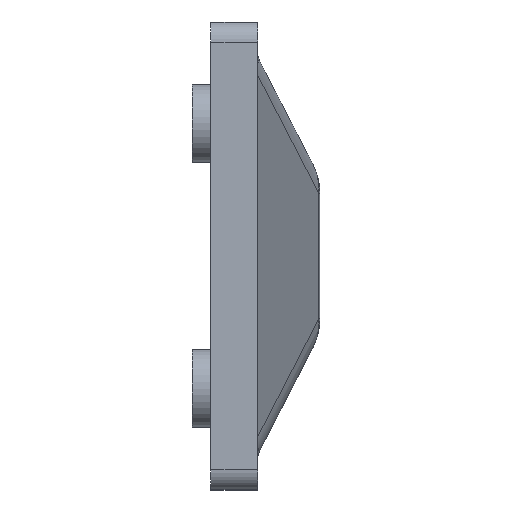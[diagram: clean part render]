
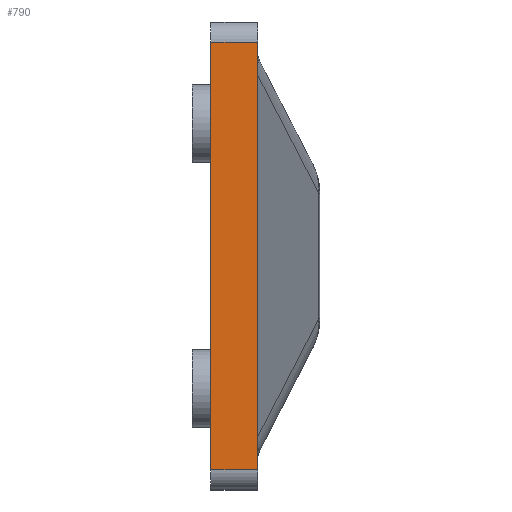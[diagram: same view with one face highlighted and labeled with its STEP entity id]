
A CAD part, left-side view. The second image highlights one B-rep face of the part: STEP entity #790.
In plain terms, the highlighted planar face has unit normal (-1, 0, 0).
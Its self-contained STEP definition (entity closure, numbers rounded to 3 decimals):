
#93 = CARTESIAN_POINT ( 'NONE',  ( -38.5, 0., 13.7 ) ) ;
#142 = VERTEX_POINT ( 'NONE', #1003 ) ;
#185 = ORIENTED_EDGE ( 'NONE', *, *, #2084, .F. ) ;
#217 = VECTOR ( 'NONE', #278, 1000. ) ;
#267 = AXIS2_PLACEMENT_3D ( 'NONE', #2402, #1767, #1992 ) ;
#278 = DIRECTION ( 'NONE',  ( 0., -1., 0. ) ) ;
#308 = VECTOR ( 'NONE', #658, 1000. ) ;
#539 = ORIENTED_EDGE ( 'NONE', *, *, #2540, .T. ) ;
#541 = CARTESIAN_POINT ( 'NONE',  ( -38.5, 0., 15. ) ) ;
#658 = DIRECTION ( 'NONE',  ( 0., 0., 1. ) ) ;
#790 = ADVANCED_FACE ( 'NONE', ( #1416 ), #1034, .T. ) ;
#977 = VECTOR ( 'NONE', #1664, 1000. ) ;
#1003 = CARTESIAN_POINT ( 'NONE',  ( -38.5, 0., -13.7 ) ) ;
#1034 = PLANE ( 'NONE',  #267 ) ;
#1140 = VERTEX_POINT ( 'NONE', #2010 ) ;
#1242 = VERTEX_POINT ( 'NONE', #2452 ) ;
#1259 = CARTESIAN_POINT ( 'NONE',  ( -38.5, 0., -13.7 ) ) ;
#1266 = EDGE_LOOP ( 'NONE', ( #185, #1789, #2487, #539 ) ) ;
#1326 = EDGE_CURVE ( 'NONE', #142, #1140, #1616, .T. ) ;
#1416 = FACE_OUTER_BOUND ( 'NONE', #1266, .T. ) ;
#1616 = LINE ( 'NONE', #1259, #217 ) ;
#1661 = VECTOR ( 'NONE', #1910, 1000. ) ;
#1664 = DIRECTION ( 'NONE',  ( 0., 1., 0. ) ) ;
#1767 = DIRECTION ( 'NONE',  ( -1., 0., 0. ) ) ;
#1789 = ORIENTED_EDGE ( 'NONE', *, *, #1326, .T. ) ;
#1898 = LINE ( 'NONE', #541, #1661 ) ;
#1910 = DIRECTION ( 'NONE',  ( 0., 0., 1. ) ) ;
#1964 = EDGE_CURVE ( 'NONE', #1140, #1242, #2426, .T. ) ;
#1992 = DIRECTION ( 'NONE',  ( 0., 0., 1. ) ) ;
#2010 = CARTESIAN_POINT ( 'NONE',  ( -38.5, -3., -13.7 ) ) ;
#2057 = VERTEX_POINT ( 'NONE', #2091 ) ;
#2084 = EDGE_CURVE ( 'NONE', #142, #2057, #1898, .T. ) ;
#2091 = CARTESIAN_POINT ( 'NONE',  ( -38.5, 0., 13.7 ) ) ;
#2238 = LINE ( 'NONE', #93, #977 ) ;
#2402 = CARTESIAN_POINT ( 'NONE',  ( -38.5, 0., 15. ) ) ;
#2410 = CARTESIAN_POINT ( 'NONE',  ( -38.5, -3., 15. ) ) ;
#2426 = LINE ( 'NONE', #2410, #308 ) ;
#2452 = CARTESIAN_POINT ( 'NONE',  ( -38.5, -3., 13.7 ) ) ;
#2487 = ORIENTED_EDGE ( 'NONE', *, *, #1964, .T. ) ;
#2540 = EDGE_CURVE ( 'NONE', #1242, #2057, #2238, .T. ) ;
